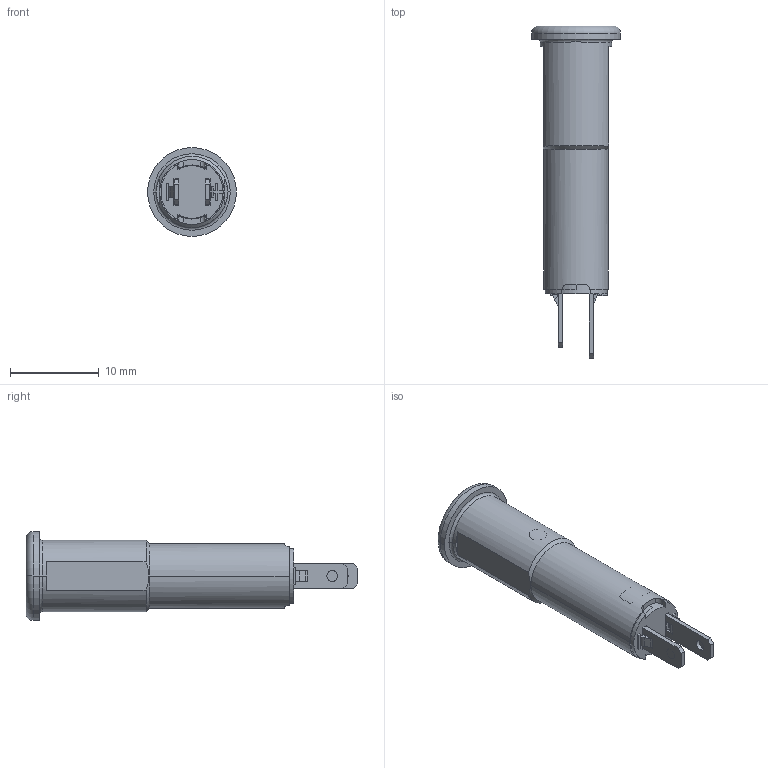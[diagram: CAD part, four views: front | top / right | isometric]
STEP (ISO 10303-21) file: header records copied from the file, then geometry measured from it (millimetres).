
FILE_DESCRIPTION((''),'2;1');
FILE_NAME('XVLA233_SW0001','2021-02-02T08:28:59',('SESA46431'),('Schneider-Electric'),'CREO PARAMETRIC BY PTC INC, 2019164','CREO PARAMETRIC BY PTC INC, 2019164','');
FILE_SCHEMA(('AP242_MANAGED_MODEL_BASED_3D_ENGINEERING_MIM_LF { 1 0 10303 442 1 1 4 }'));
Length unit declared in the file: millimetre
Products named in the file (1): XVLA233_SW0001
Bounding box: 10 x 37.35 x 10 mm (x, y, z)
Volume: 703.8 mm3; surface area: 1737 mm2
Topology: 1 solids, 1 shells, 214 faces, 578 edges, 358 vertices
Faces by surface type: plane 148, cylinder 54, cone 6, torus 4, sphere 2
Entity records: 35935 total; most frequent: CARTESIAN_POINT 28463, ORIENTED_EDGE 1152, DIRECTION 1151, EDGE_CURVE 576, POLYLINE 462, VECTOR 401, LINE 401, AXIS2_PLACEMENT_3D 375
